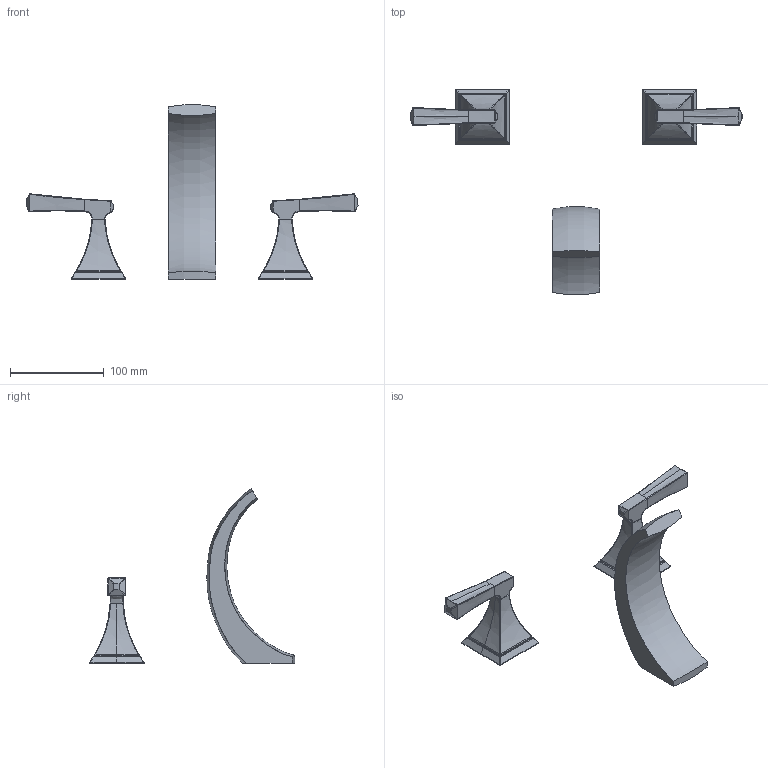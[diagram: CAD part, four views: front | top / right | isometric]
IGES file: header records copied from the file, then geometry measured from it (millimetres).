
Start section:  PTC IGES file: 3-2575_sw0001.igs
Global section: file name: 3-2575_sw0001.igs; native system: Creo Parametric by PTC Inc.; preprocessor: 2018400; author: rsmith; organization: Unknown; date: 20201202.094129; units: inch
Bounding box: 355.07 x 219.43 x 186.45 mm (x, y, z)
Surface area: 69286.4 mm2 (no closed solid volume)
Topology: 0 solids, 0 shells, 307 faces, 1374 edges, 1374 vertices
Faces by surface type: bspline 222, revolution 69, extrusion 16
